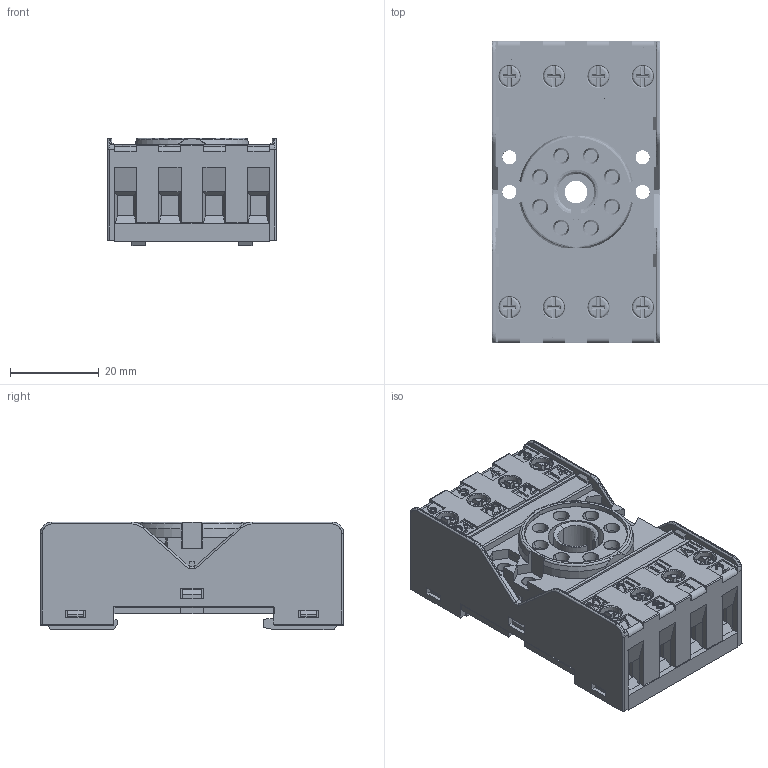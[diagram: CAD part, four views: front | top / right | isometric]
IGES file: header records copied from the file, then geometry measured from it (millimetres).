
Start section: SolidWorks IGES file using analytic representation for surfaces
Global section: file name: PZ8.IGS; native system: SolidWorks 2017; preprocessor: SolidWorks 2017; author: pikusl; date: 170714.121525; units: millimetre
Bounding box: 38 x 68.1 x 24.2 mm (x, y, z)
Surface area: 31445.6 mm2 (no closed solid volume)
Topology: 0 solids, 0 shells, 3262 faces, 28783 edges, 28747 vertices
Faces by surface type: bspline 2651, revolution 611
